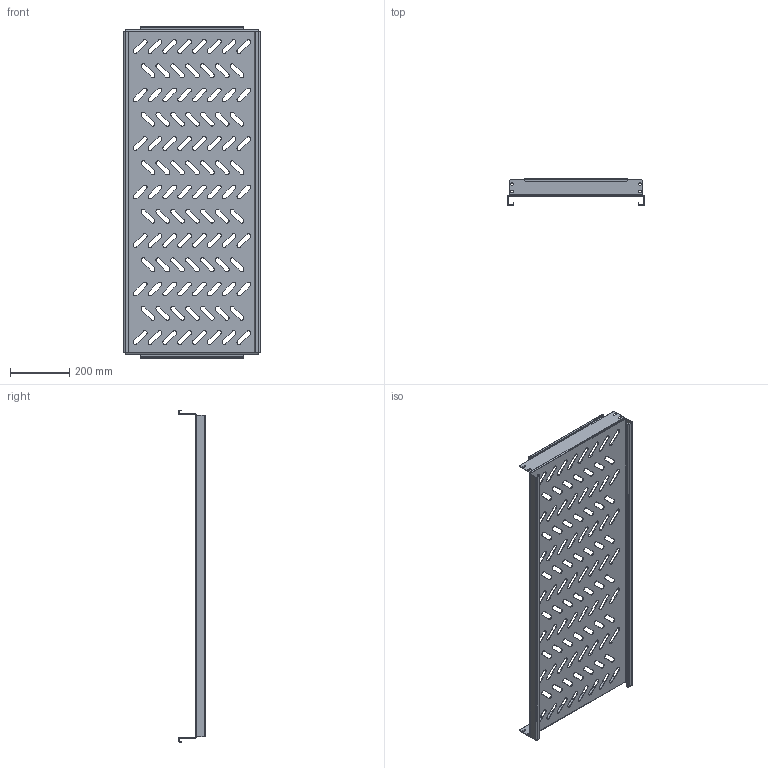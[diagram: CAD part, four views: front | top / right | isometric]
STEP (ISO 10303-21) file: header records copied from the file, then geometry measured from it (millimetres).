
FILE_DESCRIPTION (( 'STEP AP214' ), '1' );
FILE_NAME ('945.325.STEP', '2024-09-25T10:27:58', ( '' ), ( '' ), 'SwSTEP 2.0', 'SolidWorks 2021', '' );
FILE_SCHEMA (( 'AUTOMOTIVE_DESIGN' ));
Length unit declared in the file: millimetre
Products named in the file (1): 945.325
Bounding box: 460 x 90 x 1120 mm (x, y, z)
Volume: 1193751.7 mm3; surface area: 1228327.2 mm2
Topology: 1 solids, 1 shells, 652 faces, 1862 edges, 1212 vertices
Faces by surface type: cylinder 354, plane 290, bspline 8
Entity records: 22244 total; most frequent: CARTESIAN_POINT 4227, DIRECTION 3820, ORIENTED_EDGE 3724, EDGE_CURVE 1862, AXIS2_PLACEMENT_3D 1353, VERTEX_POINT 1212, VECTOR 1114, LINE 1114
